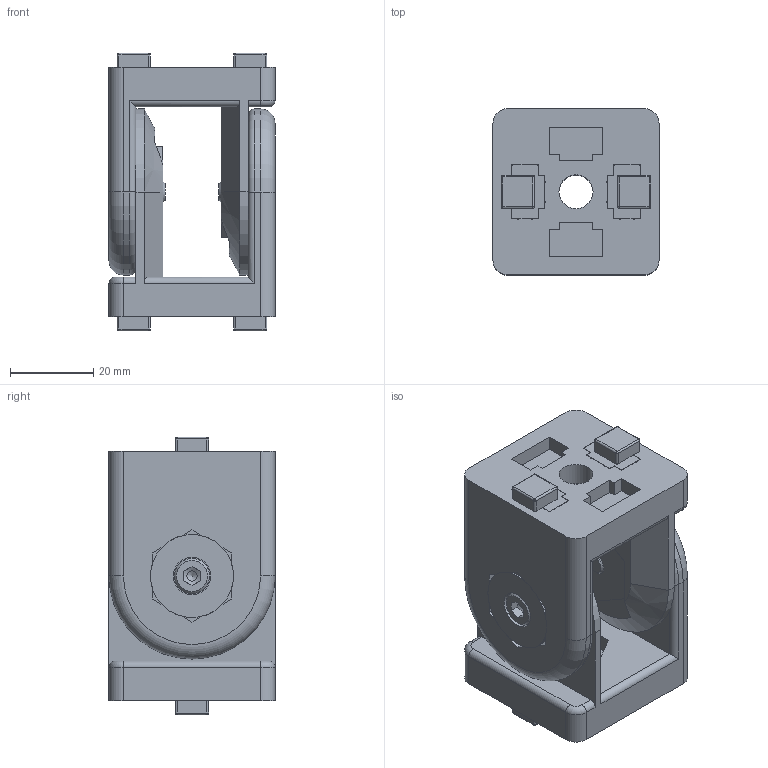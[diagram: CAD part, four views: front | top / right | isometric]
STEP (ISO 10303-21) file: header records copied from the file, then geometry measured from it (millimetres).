
FILE_DESCRIPTION((''),'2;1');
FILE_NAME('SZ1020N_A.stp','2014-10-21T09:38:27',('Marina Kaa'),(''),'Autodesk Inventor 2012','Autodesk Inventor 2012','');
FILE_SCHEMA(('AUTOMOTIVE_DESIGN { 1 0 10303 214 1 1 1 1 }'));
Length unit declared in the file: millimetre
Products named in the file (6): SZ1020N_A; ME2240500_A; ME1701121_A; ME1701120_A; DK6912050100_A; ME1900100_A
Assembly tree (12 placements, depth 2):
  SZ1020N_A
    ME2240500_A  x2
    ME1701121_A  x2
    ME1701120_A  x2
    DK6912050100_A  x2
    ME1900100_A  x4
Bounding box: 40 x 40 x 66.8 mm (x, y, z)
Volume: 58303.4 mm3; surface area: 30482.2 mm2
Topology: 12 solids, 12 shells, 544 faces, 1424 edges, 922 vertices
Faces by surface type: plane 320, cylinder 186, sphere 16, cone 14, torus 8
Full cylindrical faces by diameter (mm): 2.5 x2, 4.134 x2, 5 x2, 5.5 x2, 8.2 x2, 8.5 x2, 9 x2, 11 x4, 14 x6, 20 x2, 25 x2
Entity records: 6302 total; most frequent: CARTESIAN_POINT 1077, DIRECTION 1076, ORIENTED_EDGE 1002, EDGE_CURVE 501, AXIS2_PLACEMENT_3D 359, VECTOR 358, LINE 358, VERTEX_POINT 336
